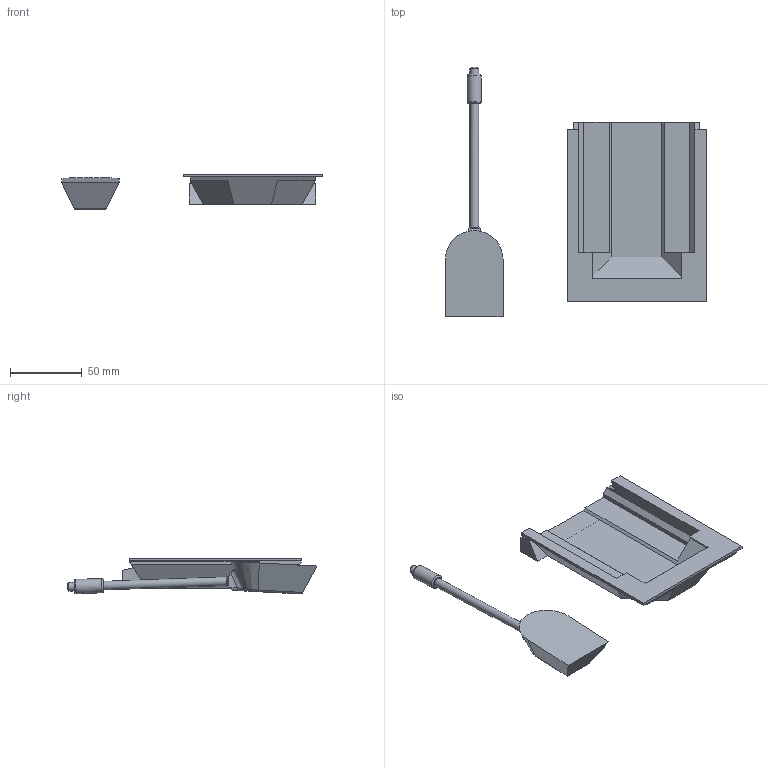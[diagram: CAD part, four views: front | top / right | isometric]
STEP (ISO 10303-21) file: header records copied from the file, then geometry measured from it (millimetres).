
FILE_DESCRIPTION(('HOOPS Exchange Step'),'2;1');
FILE_NAME('temp_export','2025-05-07T23:10:40+07:00',('ADMIN'),('Shapr3D Limited'),'HOOPS Exchange 2024.8','Shapr3D','Authorized');
FILE_SCHEMA( ('AP203_CONFIGURATION_CONTROLLED_3D_DESIGN_OF_MECHANICAL_PARTS_AND_ASSEMBLIES_MIM_LF') );
Length unit declared in the file: millimetre
Products named in the file (1): root
Bounding box: 181.5 x 173.62 x 24.93 mm (x, y, z)
Volume: 90213.3 mm3; surface area: 42241.3 mm2
Topology: 2 solids, 2 shells, 97 faces, 254 edges, 164 vertices
Faces by surface type: plane 72, cylinder 11, torus 6, bspline 6, cone 2
Full cylindrical faces by diameter (mm): 6 x2, 10 x1
Entity records: 4939 total; most frequent: CARTESIAN_POINT 2542, ORIENTED_EDGE 508, DIRECTION 464, EDGE_CURVE 254, VECTOR 192, LINE 192, VERTEX_POINT 164, AXIS2_PLACEMENT_3D 136
